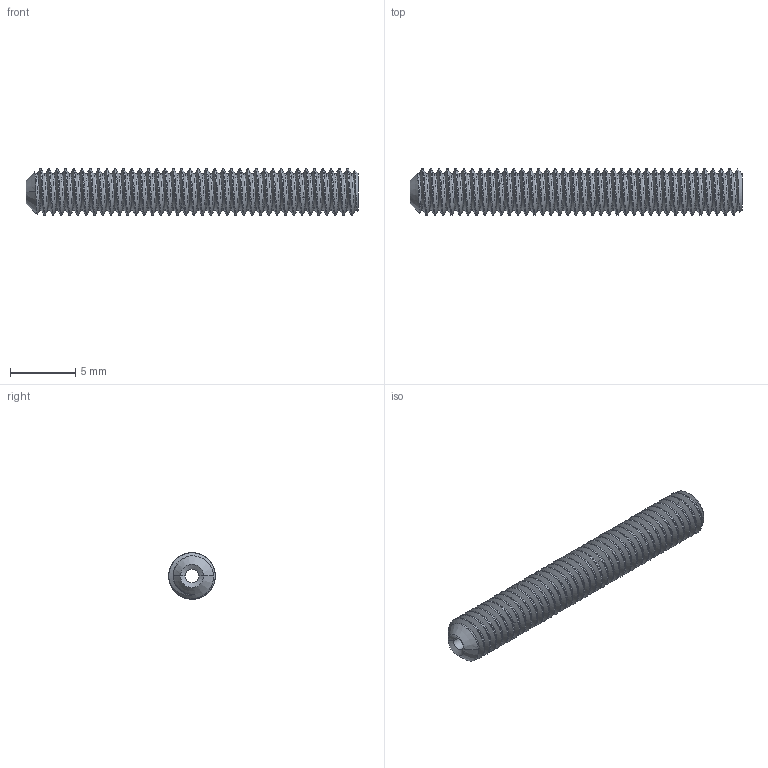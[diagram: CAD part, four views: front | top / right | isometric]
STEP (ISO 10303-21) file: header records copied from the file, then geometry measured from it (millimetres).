
FILE_DESCRIPTION((''),'2;1');
FILE_NAME('001_SET_SCREW_INCH_ASM','2023-11-17T',('SYSTEM'),(''),'PRO/ENGINEER BY PARAMETRIC TECHNOLOGY CORPORATION, 2016360','PRO/ENGINEER BY PARAMETRIC TECHNOLOGY CORPORATION, 2016360','');
FILE_SCHEMA(('AUTOMOTIVE_DESIGN { 1 0 10303 214 1 1 1 1 }'));
Length unit declared in the file: inch
Products named in the file (2): T-K138_AF0; 001_SET_SCREW_INCH_ASM
Assembly tree (1 placements, depth 2):
  001_SET_SCREW_INCH_ASM
    T-K138_AF0
Bounding box: 25.4 x 3.56 x 3.56 mm (x, y, z)
Volume: 174.3 mm3; surface area: 511.3 mm2
Topology: 1 solids, 1 shells, 125 faces, 345 edges, 222 vertices
Faces by surface type: cylinder 78, bspline 33, plane 8, cone 6
Entity records: 13838 total; most frequent: CARTESIAN_POINT 10963, ORIENTED_EDGE 690, EDGE_CURVE 345, DIRECTION 330, VERTEX_POINT 222, B_SPLINE_CURVE_WITH_KNOTS 215, EDGE_LOOP 127, FACE_OUTER_BOUND 125
